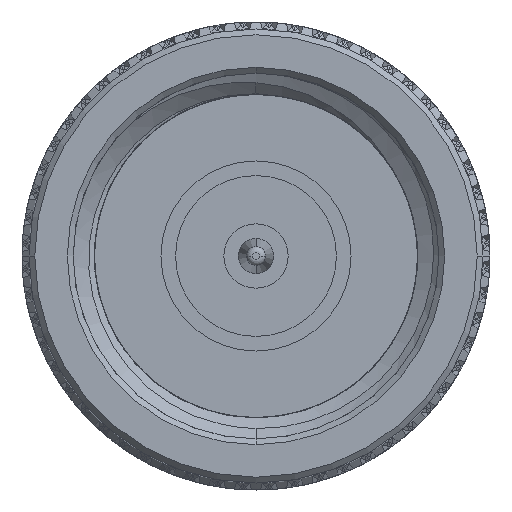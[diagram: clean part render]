
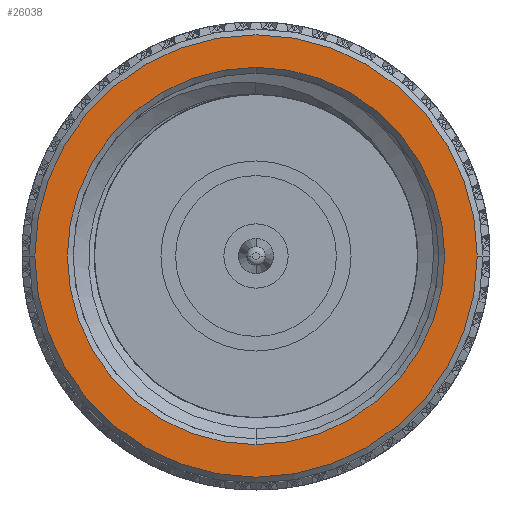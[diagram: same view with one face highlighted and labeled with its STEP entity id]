
A CAD part, left-side view. The second image highlights one B-rep face of the part: STEP entity #26038.
In plain terms, the highlighted planar face has unit normal (-1, 0, 0).
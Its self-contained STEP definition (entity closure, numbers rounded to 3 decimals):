
#76 = VERTEX_POINT ( 'NONE', #51585 ) ;
#5122 = VERTEX_POINT ( 'NONE', #108639 ) ;
#6161 = VERTEX_POINT ( 'NONE', #148904 ) ;
#12968 = AXIS2_PLACEMENT_3D ( 'NONE', #98666, #35574, #99475 ) ;
#13883 = FACE_BOUND ( 'NONE', #114146, .T. ) ;
#14104 = ORIENTED_EDGE ( 'NONE', *, *, #29429, .T. ) ;
#17892 = DIRECTION ( 'NONE',  ( 0., -1., 0. ) ) ;
#21045 = CIRCLE ( 'NONE', #84702, 8.191 ) ;
#26038 = ADVANCED_FACE ( 'NONE', ( #13883, #161551 ), #48014, .T. ) ;
#26092 = DIRECTION ( 'NONE',  ( 1., 0., 0. ) ) ;
#29429 = EDGE_CURVE ( 'NONE', #5122, #78186, #21045, .T. ) ;
#33419 = EDGE_CURVE ( 'NONE', #76, #6161, #156166, .T. ) ;
#35574 = DIRECTION ( 'NONE',  ( -1., 0., 0. ) ) ;
#38840 = EDGE_CURVE ( 'NONE', #6161, #76, #69040, .T. ) ;
#48014 = PLANE ( 'NONE',  #12968 ) ;
#51585 = CARTESIAN_POINT ( 'NONE',  ( 0., 9.603, 0. ) ) ;
#51828 = CARTESIAN_POINT ( 'NONE',  ( 0., 0., 0. ) ) ;
#52506 = AXIS2_PLACEMENT_3D ( 'NONE', #67323, #93036, #53222 ) ;
#53222 = DIRECTION ( 'NONE',  ( 0., -1., 0. ) ) ;
#56090 = CARTESIAN_POINT ( 'NONE',  ( 0., 0., 0. ) ) ;
#59008 = DIRECTION ( 'NONE',  ( -1., 0., 0. ) ) ;
#67323 = CARTESIAN_POINT ( 'NONE',  ( 0., 0., 0. ) ) ;
#69040 = CIRCLE ( 'NONE', #82273, 9.603 ) ;
#78186 = VERTEX_POINT ( 'NONE', #123960 ) ;
#82273 = AXIS2_PLACEMENT_3D ( 'NONE', #56090, #157151, #17892 ) ;
#84702 = AXIS2_PLACEMENT_3D ( 'NONE', #51828, #26092, #153733 ) ;
#85546 = CARTESIAN_POINT ( 'NONE',  ( 0., 0., 0. ) ) ;
#93036 = DIRECTION ( 'NONE',  ( 1., 0., 0. ) ) ;
#94660 = EDGE_LOOP ( 'NONE', ( #157146, #123760 ) ) ;
#98666 = CARTESIAN_POINT ( 'NONE',  ( 0., 9.857, 0. ) ) ;
#99475 = DIRECTION ( 'NONE',  ( 0., -1., 0. ) ) ;
#107083 = ORIENTED_EDGE ( 'NONE', *, *, #117939, .T. ) ;
#108639 = CARTESIAN_POINT ( 'NONE',  ( 0., 0., 8.191 ) ) ;
#114146 = EDGE_LOOP ( 'NONE', ( #14104, #107083 ) ) ;
#117939 = EDGE_CURVE ( 'NONE', #78186, #5122, #134647, .T. ) ;
#123760 = ORIENTED_EDGE ( 'NONE', *, *, #38840, .T. ) ;
#123960 = CARTESIAN_POINT ( 'NONE',  ( 0., 0., -8.191 ) ) ;
#124455 = DIRECTION ( 'NONE',  ( 0., -1., 0. ) ) ;
#134647 = CIRCLE ( 'NONE', #52506, 8.191 ) ;
#142960 = AXIS2_PLACEMENT_3D ( 'NONE', #85546, #59008, #124455 ) ;
#148904 = CARTESIAN_POINT ( 'NONE',  ( 0., -9.603, 0. ) ) ;
#153733 = DIRECTION ( 'NONE',  ( 0., -1., 0. ) ) ;
#156166 = CIRCLE ( 'NONE', #142960, 9.603 ) ;
#157146 = ORIENTED_EDGE ( 'NONE', *, *, #33419, .T. ) ;
#157151 = DIRECTION ( 'NONE',  ( -1., 0., 0. ) ) ;
#161551 = FACE_OUTER_BOUND ( 'NONE', #94660, .T. ) ;
